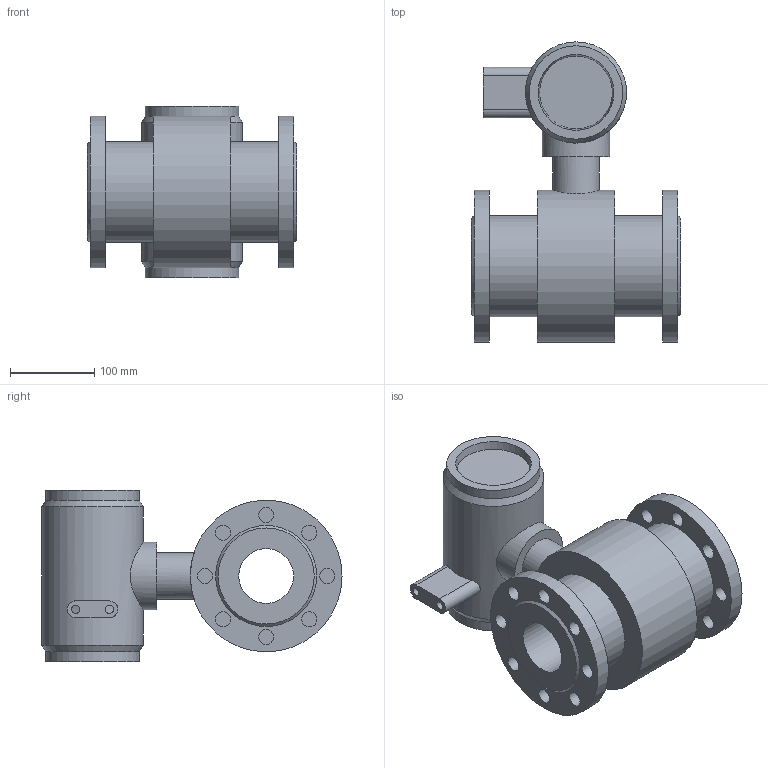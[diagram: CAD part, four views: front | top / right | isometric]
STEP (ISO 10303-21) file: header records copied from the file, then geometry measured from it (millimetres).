
FILE_DESCRIPTION(/* description */ (''),/* implementation_level */ '2;1');
FILE_NAME(/* name */ '_3D_FM200-DN65-F-口径DN65-分体式.stp',/* time_stamp */ '2023-06-01T11:21:11+08:00',/* author */ (''),/* organization */ (''),/* preprocessor_version */ 'ST-DEVELOPER v16',/* originating_system */ 'SIEMENS PLM Software NX 10.0',/* authorisation */ '');
FILE_SCHEMA (('CONFIG_CONTROL_DESIGN'));
Length unit declared in the file: millimetre
Products named in the file (1): _3D_FM200-DN65-F-口径DN65-分体式_
step
Bounding box: 248 x 356 x 204 mm (x, y, z)
Volume: 6091591 mm3; surface area: 395644.6 mm2
Topology: 1 solids, 1 shells, 55 faces, 130 edges, 91 vertices
Faces by surface type: cylinder 33, plane 16, cone 6
Full cylindrical faces by diameter (mm): 10 x2, 18 x16, 55 x1, 65 x1, 80 x1, 110.762 x2, 120 x3, 180 x3
Entity records: 1582 total; most frequent: CARTESIAN_POINT 344, DIRECTION 250, ORIENTED_EDGE 156, EDGE_LOOP 138, FACE_BOUND 130, AXIS2_PLACEMENT_3D 122, EDGE_CURVE 78, VERTEX_POINT 74
